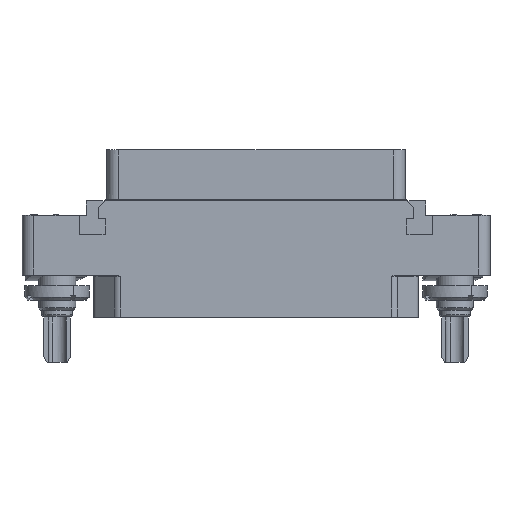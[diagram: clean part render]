
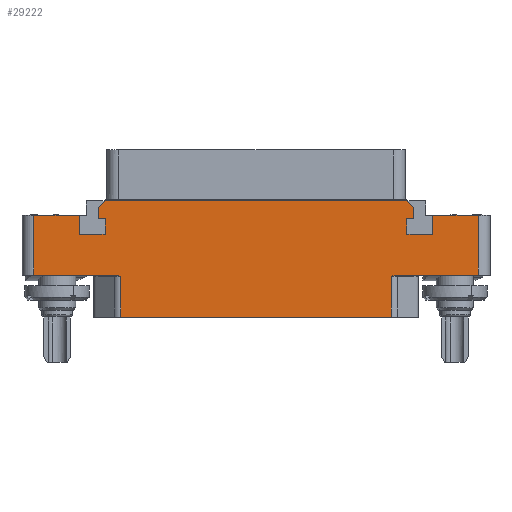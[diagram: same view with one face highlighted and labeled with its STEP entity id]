
A CAD part, top view. The second image highlights one B-rep face of the part: STEP entity #29222.
In plain terms, the highlighted planar face has unit normal (0, 0, 1).
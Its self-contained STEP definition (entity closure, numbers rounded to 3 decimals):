
#1=DIRECTION('',(0.,-1.,0.));
#2=VECTOR('',#1,3.2);
#3=CARTESIAN_POINT('',(30.2,10.2,7.));
#4=LINE('',#3,#2);
#5=DIRECTION('',(1.,0.,0.));
#6=VECTOR('',#5,7.8);
#7=CARTESIAN_POINT('',(30.2,10.2,7.));
#8=LINE('',#7,#6);
#9=DIRECTION('',(1.,0.,0.));
#10=VECTOR('',#9,7.8);
#11=CARTESIAN_POINT('',(-38.,10.2,7.));
#12=LINE('',#11,#10);
#13=DIRECTION('',(0.,-1.,0.));
#14=VECTOR('',#13,3.2);
#15=CARTESIAN_POINT('',(-30.2,10.2,7.));
#16=LINE('',#15,#14);
#17=DIRECTION('',(1.,0.,0.));
#18=VECTOR('',#17,4.4);
#19=CARTESIAN_POINT('',(-30.2,7.,7.));
#20=LINE('',#19,#18);
#21=DIRECTION('',(0.,1.,0.));
#22=VECTOR('',#21,2.6);
#23=CARTESIAN_POINT('',(-25.8,7.,7.));
#24=LINE('',#23,#22);
#25=DIRECTION('',(-1.,0.,0.));
#26=VECTOR('',#25,1.2);
#27=CARTESIAN_POINT('',(-25.8,9.6,7.));
#28=LINE('',#27,#26);
#29=DIRECTION('',(0.,1.,0.));
#30=VECTOR('',#29,1.9);
#31=CARTESIAN_POINT('',(-27.,9.6,7.));
#32=LINE('',#31,#30);
#33=DIRECTION('',(0.707,0.707,0.));
#34=VECTOR('',#33,1.697);
#35=CARTESIAN_POINT('',(-27.,11.5,7.));
#36=LINE('',#35,#34);
#37=DIRECTION('',(1.,0.,0.));
#38=VECTOR('',#37,51.6);
#39=CARTESIAN_POINT('',(-25.8,12.7,7.));
#40=LINE('',#39,#38);
#41=DIRECTION('',(-0.707,0.707,0.));
#42=VECTOR('',#41,1.697);
#43=CARTESIAN_POINT('',(27.,11.5,7.));
#44=LINE('',#43,#42);
#45=DIRECTION('',(0.,1.,0.));
#46=VECTOR('',#45,1.9);
#47=CARTESIAN_POINT('',(27.,9.6,7.));
#48=LINE('',#47,#46);
#49=DIRECTION('',(1.,0.,0.));
#50=VECTOR('',#49,1.2);
#51=CARTESIAN_POINT('',(25.8,9.6,7.));
#52=LINE('',#51,#50);
#53=DIRECTION('',(0.,1.,0.));
#54=VECTOR('',#53,2.6);
#55=CARTESIAN_POINT('',(25.8,7.,7.));
#56=LINE('',#55,#54);
#57=DIRECTION('',(-1.,0.,0.));
#58=VECTOR('',#57,4.4);
#59=CARTESIAN_POINT('',(30.2,7.,7.));
#60=LINE('',#59,#58);
#749=DIRECTION('',(0.,-1.,0.));
#750=VECTOR('',#749,10.2);
#751=CARTESIAN_POINT('',(-38.,10.2,7.));
#752=LINE('',#751,#750);
#780=DIRECTION('',(1.,0.,0.));
#781=VECTOR('',#780,14.082);
#782=CARTESIAN_POINT('',(-38.,0.,7.));
#783=LINE('',#782,#781);
#5953=DIRECTION('',(-1.,0.,0.));
#5954=VECTOR('',#5953,46.236);
#5955=CARTESIAN_POINT('',(23.118,-7.2,7.));
#5956=LINE('',#5955,#5954);
#6099=DIRECTION('',(0.,1.,0.));
#6100=VECTOR('',#6099,7.);
#6101=CARTESIAN_POINT('',(23.118,-7.2,7.));
#6102=LINE('',#6101,#6100);
#6108=CARTESIAN_POINT('',(23.118,-0.2,7.));
#6109=CARTESIAN_POINT('',(23.14,-0.192,7.));
#6110=CARTESIAN_POINT('',(23.184,-0.176,7.));
#6111=CARTESIAN_POINT('',(23.251,-0.152,7.));
#6112=CARTESIAN_POINT('',(23.318,-0.128,7.));
#6113=CARTESIAN_POINT('',(23.385,-0.105,7.));
#6114=CARTESIAN_POINT('',(23.451,-0.085,7.));
#6115=CARTESIAN_POINT('',(23.515,-0.066,7.));
#6116=CARTESIAN_POINT('',(23.577,-0.049,7.));
#6117=CARTESIAN_POINT('',(23.636,-0.035,7.));
#6118=CARTESIAN_POINT('',(23.688,-0.024,7.));
#6119=CARTESIAN_POINT('',(23.734,-0.016,7.));
#6120=CARTESIAN_POINT('',(23.776,-0.01,7.));
#6121=CARTESIAN_POINT('',(23.814,-0.005,7.));
#6122=CARTESIAN_POINT('',(23.85,-0.002,7.));
#6123=CARTESIAN_POINT('',(23.884,0.,7.));
#6124=CARTESIAN_POINT('',(23.907,0.,7.));
#6125=CARTESIAN_POINT('',(23.918,0.,7.));
#6162=DIRECTION('',(1.,0.,0.));
#6163=VECTOR('',#6162,14.082);
#6164=CARTESIAN_POINT('',(23.918,0.,7.));
#6165=LINE('',#6164,#6163);
#10267=DIRECTION('',(0.,1.,0.));
#10268=VECTOR('',#10267,10.2);
#10269=CARTESIAN_POINT('',(38.,0.,7.));
#10270=LINE('',#10269,#10268);
#10399=DIRECTION('',(0.,1.,0.));
#10400=VECTOR('',#10399,7.);
#10401=CARTESIAN_POINT('',(-23.118,-7.2,7.));
#10402=LINE('',#10401,#10400);
#10427=CARTESIAN_POINT('',(-23.918,0.,7.));
#10428=CARTESIAN_POINT('',(-23.907,0.,7.));
#10429=CARTESIAN_POINT('',(-23.884,0.,7.));
#10430=CARTESIAN_POINT('',(-23.85,-0.002,7.));
#10431=CARTESIAN_POINT('',(-23.814,-0.005,7.));
#10432=CARTESIAN_POINT('',(-23.776,-0.01,7.));
#10433=CARTESIAN_POINT('',(-23.734,-0.016,7.));
#10434=CARTESIAN_POINT('',(-23.688,-0.024,7.));
#10435=CARTESIAN_POINT('',(-23.636,-0.035,7.));
#10436=CARTESIAN_POINT('',(-23.577,-0.049,7.));
#10437=CARTESIAN_POINT('',(-23.515,-0.066,7.));
#10438=CARTESIAN_POINT('',(-23.451,-0.085,7.));
#10439=CARTESIAN_POINT('',(-23.385,-0.105,7.));
#10440=CARTESIAN_POINT('',(-23.318,-0.128,7.));
#10441=CARTESIAN_POINT('',(-23.251,-0.152,7.));
#10442=CARTESIAN_POINT('',(-23.184,-0.176,7.));
#10443=CARTESIAN_POINT('',(-23.14,-0.192,7.));
#10444=CARTESIAN_POINT('',(-23.118,-0.2,7.));
#23667=CARTESIAN_POINT('',(38.,0.,7.));
#23668=CARTESIAN_POINT('',(38.,10.2,7.));
#23669=VERTEX_POINT('',#23667);
#23670=VERTEX_POINT('',#23668);
#23675=CARTESIAN_POINT('',(-38.,10.2,7.));
#23676=CARTESIAN_POINT('',(-38.,0.,7.));
#23677=VERTEX_POINT('',#23675);
#23678=VERTEX_POINT('',#23676);
#23884=CARTESIAN_POINT('',(23.118,-7.2,7.));
#23886=VERTEX_POINT('',#23884);
#23887=CARTESIAN_POINT('',(-23.118,-7.2,7.));
#23889=VERTEX_POINT('',#23887);
#23951=CARTESIAN_POINT('',(-23.118,-0.2,7.));
#23952=VERTEX_POINT('',#23951);
#23953=CARTESIAN_POINT('',(-23.918,0.,7.));
#23954=VERTEX_POINT('',#23953);
#23955=CARTESIAN_POINT('',(23.118,-0.2,7.));
#23957=VERTEX_POINT('',#23955);
#23959=CARTESIAN_POINT('',(23.918,0.,7.));
#23961=VERTEX_POINT('',#23959);
#25145=CARTESIAN_POINT('',(-30.2,10.2,7.));
#25146=CARTESIAN_POINT('',(-30.2,7.,7.));
#25147=VERTEX_POINT('',#25145);
#25148=VERTEX_POINT('',#25146);
#25149=CARTESIAN_POINT('',(-25.8,7.,7.));
#25150=VERTEX_POINT('',#25149);
#25151=CARTESIAN_POINT('',(-25.8,9.6,7.));
#25152=VERTEX_POINT('',#25151);
#25153=CARTESIAN_POINT('',(-27.,9.6,7.));
#25154=VERTEX_POINT('',#25153);
#25155=CARTESIAN_POINT('',(-27.,11.5,7.));
#25156=VERTEX_POINT('',#25155);
#25157=CARTESIAN_POINT('',(-25.8,12.7,7.));
#25158=VERTEX_POINT('',#25157);
#25175=CARTESIAN_POINT('',(30.2,10.2,7.));
#25176=CARTESIAN_POINT('',(30.2,7.,7.));
#25177=VERTEX_POINT('',#25175);
#25178=VERTEX_POINT('',#25176);
#25179=CARTESIAN_POINT('',(25.8,7.,7.));
#25180=VERTEX_POINT('',#25179);
#25181=CARTESIAN_POINT('',(25.8,9.6,7.));
#25182=VERTEX_POINT('',#25181);
#25183=CARTESIAN_POINT('',(27.,9.6,7.));
#25184=VERTEX_POINT('',#25183);
#25185=CARTESIAN_POINT('',(27.,11.5,7.));
#25186=VERTEX_POINT('',#25185);
#25187=CARTESIAN_POINT('',(25.8,12.7,7.));
#25188=VERTEX_POINT('',#25187);
#29167=CARTESIAN_POINT('',(0.,0.,7.));
#29168=DIRECTION('',(0.,0.,-1.));
#29169=DIRECTION('',(-1.,0.,0.));
#29170=AXIS2_PLACEMENT_3D('',#29167,#29168,#29169);
#29171=PLANE('',#29170);
#29173=ORIENTED_EDGE('',*,*,#29172,.F.);
#29175=ORIENTED_EDGE('',*,*,#29174,.T.);
#29177=ORIENTED_EDGE('',*,*,#29176,.F.);
#29179=ORIENTED_EDGE('',*,*,#29178,.F.);
#29181=ORIENTED_EDGE('',*,*,#29180,.F.);
#29183=ORIENTED_EDGE('',*,*,#29182,.F.);
#29185=ORIENTED_EDGE('',*,*,#29184,.T.);
#29187=ORIENTED_EDGE('',*,*,#29186,.T.);
#29189=ORIENTED_EDGE('',*,*,#29188,.F.);
#29191=ORIENTED_EDGE('',*,*,#29190,.F.);
#29193=ORIENTED_EDGE('',*,*,#29192,.F.);
#29195=ORIENTED_EDGE('',*,*,#29194,.T.);
#29197=ORIENTED_EDGE('',*,*,#29196,.T.);
#29199=ORIENTED_EDGE('',*,*,#29198,.T.);
#29201=ORIENTED_EDGE('',*,*,#29200,.T.);
#29203=ORIENTED_EDGE('',*,*,#29202,.T.);
#29205=ORIENTED_EDGE('',*,*,#29204,.T.);
#29207=ORIENTED_EDGE('',*,*,#29206,.T.);
#29209=ORIENTED_EDGE('',*,*,#29208,.T.);
#29211=ORIENTED_EDGE('',*,*,#29210,.F.);
#29213=ORIENTED_EDGE('',*,*,#29212,.F.);
#29215=ORIENTED_EDGE('',*,*,#29214,.F.);
#29217=ORIENTED_EDGE('',*,*,#29216,.F.);
#29219=ORIENTED_EDGE('',*,*,#29218,.F.);
#29220=EDGE_LOOP('',(#29173,#29175,#29177,#29179,#29181,#29183,#29185,#29187,
#29189,#29191,#29193,#29195,#29197,#29199,#29201,#29203,#29205,#29207,#29209,
#29211,#29213,#29215,#29217,#29219));
#29221=FACE_OUTER_BOUND('',#29220,.F.);
#29222=ADVANCED_FACE('',(#29221),#29171,.F.);
#6126=B_SPLINE_CURVE_WITH_KNOTS('',3,(#6108,#6109,#6110,#6111,#6112,#6113,#6114,
#6115,#6116,#6117,#6118,#6119,#6120,#6121,#6122,#6123,#6124,#6125),
.UNSPECIFIED.,.F.,.F.,(4,1,1,1,1,1,1,1,1,1,1,1,1,1,1,4),(0.,0.067,
0.133,0.2,0.267,0.333,0.4,
0.467,0.533,0.6,0.667,0.733,
0.8,0.867,0.933,1.),.UNSPECIFIED.);
#10445=B_SPLINE_CURVE_WITH_KNOTS('',3,(#10427,#10428,#10429,#10430,#10431,
#10432,#10433,#10434,#10435,#10436,#10437,#10438,#10439,#10440,#10441,#10442,
#10443,#10444),.UNSPECIFIED.,.F.,.F.,(4,1,1,1,1,1,1,1,1,1,1,1,1,1,1,4),(0.,
0.067,0.133,0.2,0.267,0.333,
0.4,0.467,0.533,0.6,0.667,
0.733,0.8,0.867,0.933,1.),
.UNSPECIFIED.);
#29172=EDGE_CURVE('',#25177,#25178,#4,.T.);
#29174=EDGE_CURVE('',#25177,#23670,#8,.T.);
#29176=EDGE_CURVE('',#23669,#23670,#10270,.T.);
#29178=EDGE_CURVE('',#23961,#23669,#6165,.T.);
#29180=EDGE_CURVE('',#23957,#23961,#6126,.T.);
#29182=EDGE_CURVE('',#23886,#23957,#6102,.T.);
#29184=EDGE_CURVE('',#23886,#23889,#5956,.T.);
#29186=EDGE_CURVE('',#23889,#23952,#10402,.T.);
#29188=EDGE_CURVE('',#23954,#23952,#10445,.T.);
#29190=EDGE_CURVE('',#23678,#23954,#783,.T.);
#29192=EDGE_CURVE('',#23677,#23678,#752,.T.);
#29194=EDGE_CURVE('',#23677,#25147,#12,.T.);
#29196=EDGE_CURVE('',#25147,#25148,#16,.T.);
#29198=EDGE_CURVE('',#25148,#25150,#20,.T.);
#29200=EDGE_CURVE('',#25150,#25152,#24,.T.);
#29202=EDGE_CURVE('',#25152,#25154,#28,.T.);
#29204=EDGE_CURVE('',#25154,#25156,#32,.T.);
#29206=EDGE_CURVE('',#25156,#25158,#36,.T.);
#29208=EDGE_CURVE('',#25158,#25188,#40,.T.);
#29210=EDGE_CURVE('',#25186,#25188,#44,.T.);
#29212=EDGE_CURVE('',#25184,#25186,#48,.T.);
#29214=EDGE_CURVE('',#25182,#25184,#52,.T.);
#29216=EDGE_CURVE('',#25180,#25182,#56,.T.);
#29218=EDGE_CURVE('',#25178,#25180,#60,.T.);
